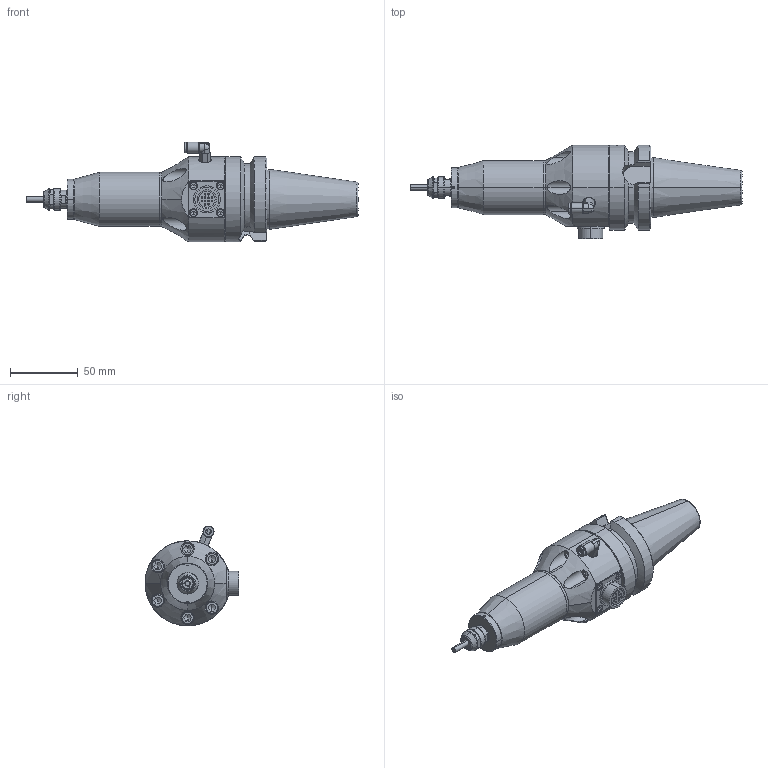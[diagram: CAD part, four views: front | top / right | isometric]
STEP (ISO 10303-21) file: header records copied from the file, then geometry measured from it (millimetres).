
FILE_DESCRIPTION (( 'STEP AP203' ), '1' );
FILE_NAME ('HES510-BT40.STEP', '2018-04-04T04:31:29', ( '' ), ( '' ), 'SwSTEP 2.0', 'SolidWorks 2013', '' );
FILE_SCHEMA (( 'CONFIG_CONTROL_DESIGN' ));
Length unit declared in the file: millimetre
Products named in the file (1): HES510-BT40
Bounding box: 245.87 x 69.5 x 73.89 mm (x, y, z)
Surface area: 47619.4 mm2 (no closed solid volume)
Topology: 0 solids, 36 shells, 380 faces, 1110 edges, 753 vertices
Faces by surface type: plane 134, cylinder 131, cone 94, bspline 21
Entity records: 16460 total; most frequent: CARTESIAN_POINT 6756, DIRECTION 1960, ORIENTED_EDGE 1831, EDGE_CURVE 1090, VERTEX_POINT 753, AXIS2_PLACEMENT_3D 718, LINE 524, VECTOR 524
